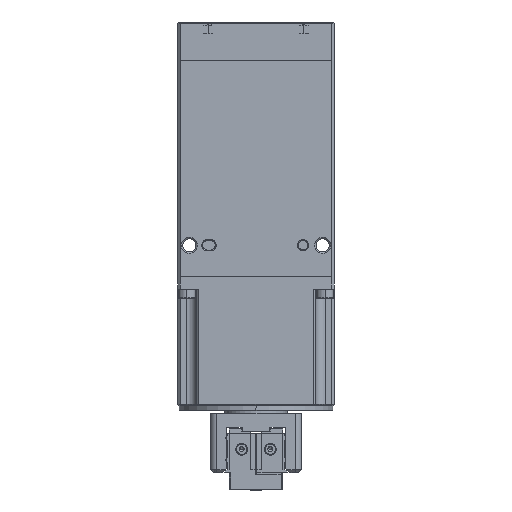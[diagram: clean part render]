
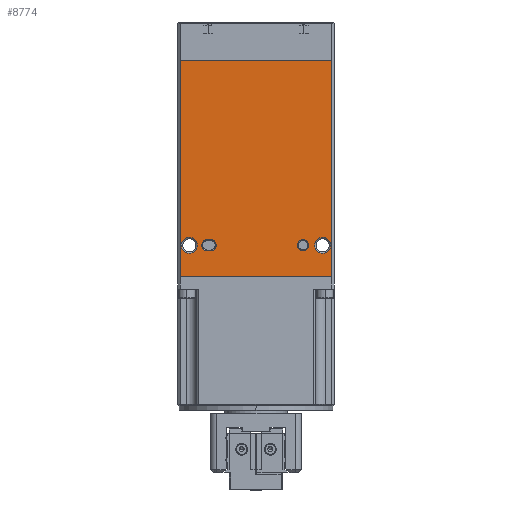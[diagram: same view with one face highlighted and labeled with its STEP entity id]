
A CAD part, left-side view. The second image highlights one B-rep face of the part: STEP entity #8774.
In plain terms, the highlighted planar face has unit normal (-1, 0, 0).
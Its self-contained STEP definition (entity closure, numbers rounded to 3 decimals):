
#797 = ORIENTED_EDGE ( 'NONE', *, *, #25500, .F. ) ;
#992 = ORIENTED_EDGE ( 'NONE', *, *, #18434, .F. ) ;
#1626 = CIRCLE ( 'NONE', #44648, 1.8 ) ;
#1641 = VERTEX_POINT ( 'NONE', #38425 ) ;
#1709 = ORIENTED_EDGE ( 'NONE', *, *, #44074, .F. ) ;
#1898 = DIRECTION ( 'NONE',  ( -1., 0., 0. ) ) ;
#1974 = DIRECTION ( 'NONE',  ( 0., 0., 1. ) ) ;
#3063 = CARTESIAN_POINT ( 'NONE',  ( -25., 21.25, 38.253 ) ) ;
#3228 = ORIENTED_EDGE ( 'NONE', *, *, #41869, .F. ) ;
#3285 = DIRECTION ( 'NONE',  ( 0., -1., 0. ) ) ;
#3541 = CARTESIAN_POINT ( 'NONE',  ( -25., 25., 97.253 ) ) ;
#4524 = DIRECTION ( 'NONE',  ( -1., 0., 0. ) ) ;
#4762 = VECTOR ( 'NONE', #49646, 1000. ) ;
#5016 = ORIENTED_EDGE ( 'NONE', *, *, #46286, .F. ) ;
#5439 = DIRECTION ( 'NONE',  ( 0., 1., 0. ) ) ;
#5463 = AXIS2_PLACEMENT_3D ( 'NONE', #23165, #49857, #7386 ) ;
#6885 = EDGE_LOOP ( 'NONE', ( #39016, #992, #41150, #35298 ) ) ;
#7026 = VERTEX_POINT ( 'NONE', #43469 ) ;
#7035 = FACE_OUTER_BOUND ( 'NONE', #6885, .T. ) ;
#7275 = PLANE ( 'NONE',  #11681 ) ;
#7309 = CIRCLE ( 'NONE', #24396, 2.525 ) ;
#7362 = VERTEX_POINT ( 'NONE', #45240 ) ;
#7386 = DIRECTION ( 'NONE',  ( 0., 0., 1. ) ) ;
#7458 = VECTOR ( 'NONE', #38517, 1000. ) ;
#7698 = ORIENTED_EDGE ( 'NONE', *, *, #35927, .F. ) ;
#8774 = ADVANCED_FACE ( 'NONE', ( #7035, #22561, #34243, #26628, #42124 ), #7275, .F. ) ;
#8804 = DIRECTION ( 'NONE',  ( 0., 0., 1. ) ) ;
#9028 = CARTESIAN_POINT ( 'NONE',  ( -25., -21.25, 38.253 ) ) ;
#9240 = LINE ( 'NONE', #28583, #27816 ) ;
#9711 = EDGE_CURVE ( 'NONE', #1641, #49448, #23904, .T. ) ;
#10413 = EDGE_CURVE ( 'NONE', #46213, #50163, #21708, .T. ) ;
#11547 = ORIENTED_EDGE ( 'NONE', *, *, #41621, .F. ) ;
#11658 = LINE ( 'NONE', #3541, #18854 ) ;
#11681 = AXIS2_PLACEMENT_3D ( 'NONE', #34490, #15152, #21469 ) ;
#11872 = CARTESIAN_POINT ( 'NONE',  ( -25., 14.5, 38.253 ) ) ;
#12748 = DIRECTION ( 'NONE',  ( 0., 0., 1. ) ) ;
#13117 = DIRECTION ( 'NONE',  ( 0., 0., 1. ) ) ;
#14272 = ORIENTED_EDGE ( 'NONE', *, *, #10413, .F. ) ;
#14970 = CARTESIAN_POINT ( 'NONE',  ( -25., 21.25, 35.728 ) ) ;
#15104 = ORIENTED_EDGE ( 'NONE', *, *, #19064, .F. ) ;
#15152 = DIRECTION ( 'NONE',  ( 1., 0., 0. ) ) ;
#15451 = EDGE_LOOP ( 'NONE', ( #11547, #39945 ) ) ;
#16071 = CARTESIAN_POINT ( 'NONE',  ( -25., 24., 28.253 ) ) ;
#17424 = DIRECTION ( 'NONE',  ( -1., 0., 0. ) ) ;
#17589 = EDGE_CURVE ( 'NONE', #47792, #40634, #9240, .T. ) ;
#18119 = CARTESIAN_POINT ( 'NONE',  ( -25., 25., 40.053 ) ) ;
#18434 = EDGE_CURVE ( 'NONE', #47792, #32235, #20466, .T. ) ;
#18566 = DIRECTION ( 'NONE',  ( 0., 0., 1. ) ) ;
#18854 = VECTOR ( 'NONE', #3285, 1000. ) ;
#18921 = LINE ( 'NONE', #23005, #7458 ) ;
#19064 = EDGE_CURVE ( 'NONE', #49290, #7362, #36044, .T. ) ;
#20016 = CARTESIAN_POINT ( 'NONE',  ( -25., 21.25, 38.253 ) ) ;
#20466 = LINE ( 'NONE', #28340, #27853 ) ;
#20819 = ORIENTED_EDGE ( 'NONE', *, *, #9711, .F. ) ;
#21059 = AXIS2_PLACEMENT_3D ( 'NONE', #35903, #28535, #12748 ) ;
#21469 = DIRECTION ( 'NONE',  ( 0., 1., 0. ) ) ;
#21575 = CARTESIAN_POINT ( 'NONE',  ( -25., -15., 38.253 ) ) ;
#21708 = CIRCLE ( 'NONE', #5463, 1.8 ) ;
#21749 = CARTESIAN_POINT ( 'NONE',  ( -25., 15.5, 40.053 ) ) ;
#21955 = LINE ( 'NONE', #18119, #4762 ) ;
#22561 = FACE_BOUND ( 'NONE', #29378, .T. ) ;
#23005 = CARTESIAN_POINT ( 'NONE',  ( -25., 25., 36.453 ) ) ;
#23165 = CARTESIAN_POINT ( 'NONE',  ( -25., 15.5, 38.253 ) ) ;
#23670 = VERTEX_POINT ( 'NONE', #31449 ) ;
#23904 = CIRCLE ( 'NONE', #41808, 1.8 ) ;
#24396 = AXIS2_PLACEMENT_3D ( 'NONE', #20016, #17424, #13117 ) ;
#24702 = AXIS2_PLACEMENT_3D ( 'NONE', #3063, #30538, #18566 ) ;
#25137 = AXIS2_PLACEMENT_3D ( 'NONE', #9028, #1898, #32688 ) ;
#25500 = EDGE_CURVE ( 'NONE', #23670, #28172, #46817, .T. ) ;
#25937 = CIRCLE ( 'NONE', #25137, 2.525 ) ;
#26282 = DIRECTION ( 'NONE',  ( 0., 0., 1. ) ) ;
#26628 = FACE_BOUND ( 'NONE', #29934, .T. ) ;
#27378 = LINE ( 'NONE', #50000, #41562 ) ;
#27689 = EDGE_CURVE ( 'NONE', #7026, #40634, #11658, .T. ) ;
#27775 = CARTESIAN_POINT ( 'NONE',  ( -25., -21.25, 40.778 ) ) ;
#27816 = VECTOR ( 'NONE', #26282, 1000. ) ;
#27853 = VECTOR ( 'NONE', #5439, 1000. ) ;
#28172 = VERTEX_POINT ( 'NONE', #31964 ) ;
#28340 = CARTESIAN_POINT ( 'NONE',  ( -25., 25., 28.253 ) ) ;
#28535 = DIRECTION ( 'NONE',  ( -1., 0., 0. ) ) ;
#28583 = CARTESIAN_POINT ( 'NONE',  ( -25., -24., 28.253 ) ) ;
#28662 = VERTEX_POINT ( 'NONE', #44606 ) ;
#29378 = EDGE_LOOP ( 'NONE', ( #1709, #15104 ) ) ;
#29611 = CARTESIAN_POINT ( 'NONE',  ( -25., 14.5, 40.053 ) ) ;
#29934 = EDGE_LOOP ( 'NONE', ( #3228, #797 ) ) ;
#30021 = DIRECTION ( 'NONE',  ( 0., 0., 1. ) ) ;
#30538 = DIRECTION ( 'NONE',  ( -1., 0., 0. ) ) ;
#30707 = CARTESIAN_POINT ( 'NONE',  ( -25., -24., 97.253 ) ) ;
#30934 = VERTEX_POINT ( 'NONE', #27775 ) ;
#31449 = CARTESIAN_POINT ( 'NONE',  ( -25., -15., 36.453 ) ) ;
#31964 = CARTESIAN_POINT ( 'NONE',  ( -25., -15., 40.053 ) ) ;
#32235 = VERTEX_POINT ( 'NONE', #16071 ) ;
#32688 = DIRECTION ( 'NONE',  ( 0., 0., 1. ) ) ;
#33023 = AXIS2_PLACEMENT_3D ( 'NONE', #21575, #44957, #1974 ) ;
#34042 = CARTESIAN_POINT ( 'NONE',  ( -25., -24., 28.253 ) ) ;
#34053 = CIRCLE ( 'NONE', #21059, 2.525 ) ;
#34143 = EDGE_LOOP ( 'NONE', ( #14272, #7698, #20819, #5016 ) ) ;
#34243 = FACE_BOUND ( 'NONE', #15451, .T. ) ;
#34490 = CARTESIAN_POINT ( 'NONE',  ( -25., 25., 28.253 ) ) ;
#35298 = ORIENTED_EDGE ( 'NONE', *, *, #27689, .F. ) ;
#35903 = CARTESIAN_POINT ( 'NONE',  ( -25., -21.25, 38.253 ) ) ;
#35927 = EDGE_CURVE ( 'NONE', #49448, #46213, #21955, .T. ) ;
#36044 = CIRCLE ( 'NONE', #24702, 2.525 ) ;
#36694 = EDGE_CURVE ( 'NONE', #28662, #30934, #25937, .T. ) ;
#37675 = CARTESIAN_POINT ( 'NONE',  ( -25., -15., 38.253 ) ) ;
#38425 = CARTESIAN_POINT ( 'NONE',  ( -25., 14.5, 36.453 ) ) ;
#38517 = DIRECTION ( 'NONE',  ( 0., -1., 0. ) ) ;
#39016 = ORIENTED_EDGE ( 'NONE', *, *, #45997, .F. ) ;
#39945 = ORIENTED_EDGE ( 'NONE', *, *, #36694, .F. ) ;
#40634 = VERTEX_POINT ( 'NONE', #30707 ) ;
#41150 = ORIENTED_EDGE ( 'NONE', *, *, #17589, .T. ) ;
#41562 = VECTOR ( 'NONE', #45700, 1000. ) ;
#41621 = EDGE_CURVE ( 'NONE', #30934, #28662, #34053, .T. ) ;
#41808 = AXIS2_PLACEMENT_3D ( 'NONE', #11872, #4524, #8804 ) ;
#41869 = EDGE_CURVE ( 'NONE', #28172, #23670, #1626, .T. ) ;
#42124 = FACE_BOUND ( 'NONE', #34143, .T. ) ;
#43469 = CARTESIAN_POINT ( 'NONE',  ( -25., 24., 97.253 ) ) ;
#44074 = EDGE_CURVE ( 'NONE', #7362, #49290, #7309, .T. ) ;
#44606 = CARTESIAN_POINT ( 'NONE',  ( -25., -21.25, 35.728 ) ) ;
#44648 = AXIS2_PLACEMENT_3D ( 'NONE', #37675, #49334, #30021 ) ;
#44957 = DIRECTION ( 'NONE',  ( -1., 0., 0. ) ) ;
#45240 = CARTESIAN_POINT ( 'NONE',  ( -25., 21.25, 40.778 ) ) ;
#45700 = DIRECTION ( 'NONE',  ( 0., 0., 1. ) ) ;
#45997 = EDGE_CURVE ( 'NONE', #32235, #7026, #27378, .T. ) ;
#46213 = VERTEX_POINT ( 'NONE', #21749 ) ;
#46286 = EDGE_CURVE ( 'NONE', #50163, #1641, #18921, .T. ) ;
#46812 = CARTESIAN_POINT ( 'NONE',  ( -25., 15.5, 36.453 ) ) ;
#46817 = CIRCLE ( 'NONE', #33023, 1.8 ) ;
#47792 = VERTEX_POINT ( 'NONE', #34042 ) ;
#49290 = VERTEX_POINT ( 'NONE', #14970 ) ;
#49334 = DIRECTION ( 'NONE',  ( -1., 0., 0. ) ) ;
#49448 = VERTEX_POINT ( 'NONE', #29611 ) ;
#49646 = DIRECTION ( 'NONE',  ( 0., 1., 0. ) ) ;
#49857 = DIRECTION ( 'NONE',  ( -1., 0., 0. ) ) ;
#50000 = CARTESIAN_POINT ( 'NONE',  ( -25., 24., 28.253 ) ) ;
#50163 = VERTEX_POINT ( 'NONE', #46812 ) ;
